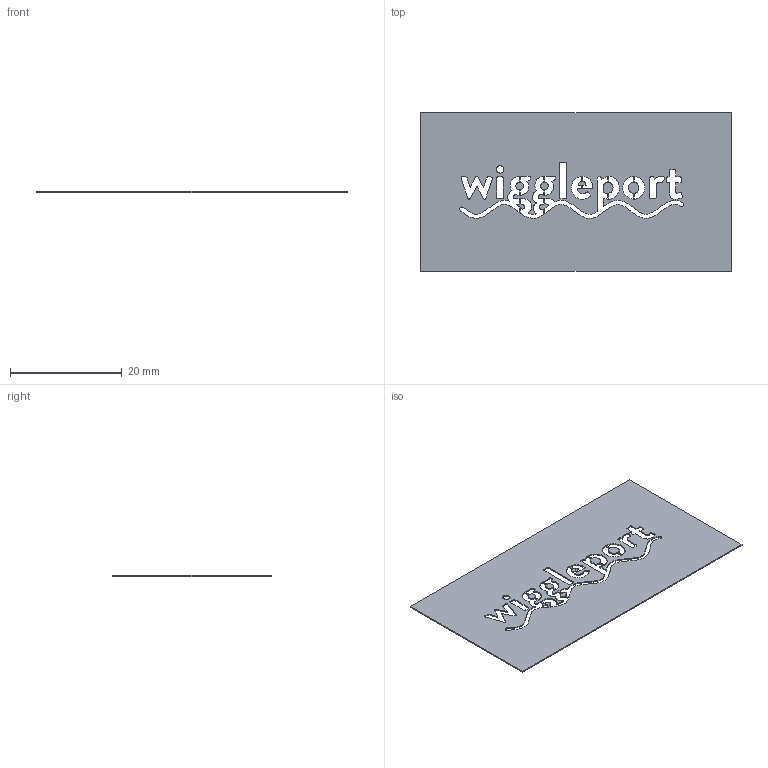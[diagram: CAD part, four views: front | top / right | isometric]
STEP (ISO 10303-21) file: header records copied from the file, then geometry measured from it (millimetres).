
FILE_DESCRIPTION(/* description */ (''),/* implementation_level */ '2;1');
FILE_NAME(/* name */ 'wiggleport-stencil',/* time_stamp */ '2015-11-25T19:53:20-08:00',/* author */ (''),/* organization */ (''),/* preprocessor_version */ 'ST-DEVELOPER v15',/* originating_system */ '',/* authorisation */ '');
FILE_SCHEMA (('AUTOMOTIVE_DESIGN'));
Length unit declared in the file: millimetre
Products named in the file (1): Document
Bounding box: 55.47 x 28.38 x 0.2 mm (x, y, z)
Volume: 289.3 mm3; surface area: 2966.7 mm2
Topology: 1 solids, 1 shells, 158 faces, 468 edges, 312 vertices
Faces by surface type: bspline 152, plane 6
Entity records: 8361 total; most frequent: CARTESIAN_POINT 5444, ORIENTED_EDGE 936, EDGE_CURVE 468, B_SPLINE_CURVE_WITH_KNOTS 468, VERTEX_POINT 312, EDGE_LOOP 190, ADVANCED_FACE 158, FACE_OUTER_BOUND 158
